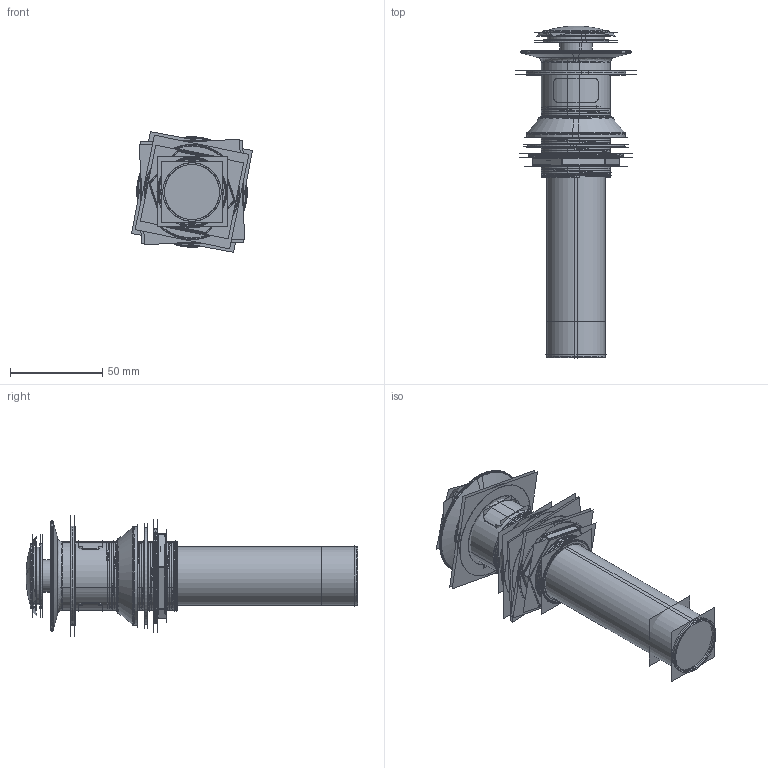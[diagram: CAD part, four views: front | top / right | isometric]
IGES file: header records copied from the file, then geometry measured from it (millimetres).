
Start section:  PTC IGES file: 3302.igs
Global section: file name: 3302.igs; native system: Creo Parametric by PTC Inc.; preprocessor: 2018500; author: NSantos; organization: Unknown; date: 20210611.160924; units: inch
Bounding box: 65.52 x 180.05 x 65.47 mm (x, y, z)
Surface area: 11577305 mm2 (no closed solid volume)
Topology: 0 solids, 0 shells, 634 faces, 11332 edges, 15240 vertices
Faces by surface type: revolution 470, bspline 164
